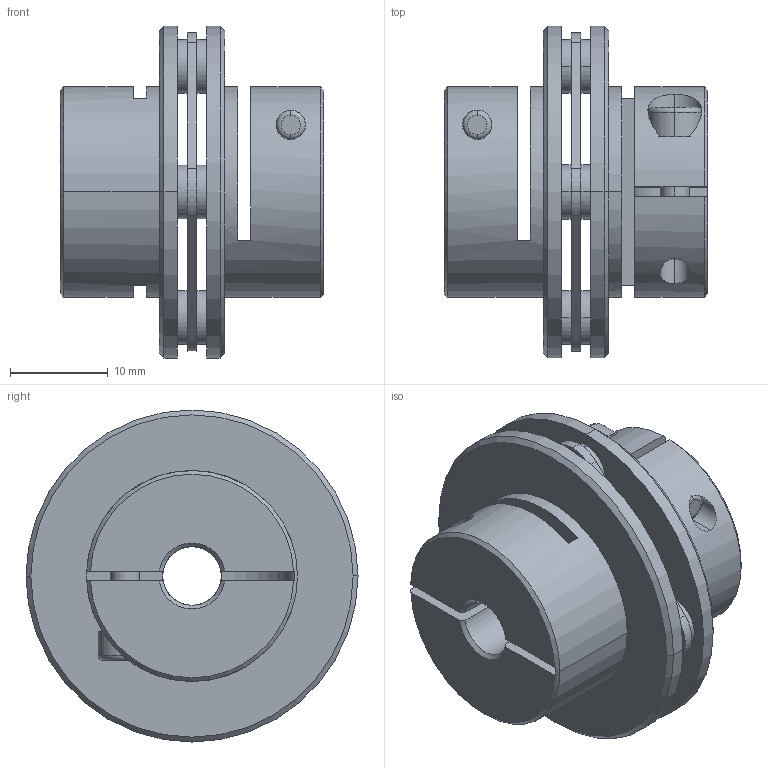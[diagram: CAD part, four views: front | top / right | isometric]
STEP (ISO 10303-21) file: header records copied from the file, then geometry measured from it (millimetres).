
FILE_DESCRIPTION (( 'STEP AP203' ), '1' );
FILE_NAME ('CL3-C34.step', '2011-08-10T07:29:20', ( '' ), ( '' ), 'SwSTEP 2.0', 'SolidWorks 2010', '' );
FILE_SCHEMA (( 'CONFIG_CONTROL_DESIGN' ));
Length unit declared in the file: millimetre
Products named in the file (1): CL3-C34
Bounding box: 27 x 34 x 34 mm (x, y, z)
Volume: 9923.5 mm3; surface area: 8778.1 mm2
Topology: 4 solids, 4 shells, 133 faces, 321 edges, 210 vertices
Faces by surface type: cylinder 61, plane 54, cone 10, torus 8
Entity records: 4230 total; most frequent: CARTESIAN_POINT 907, DIRECTION 713, ORIENTED_EDGE 642, EDGE_CURVE 321, AXIS2_PLACEMENT_3D 284, VERTEX_POINT 210, EDGE_LOOP 167, CIRCLE 150
